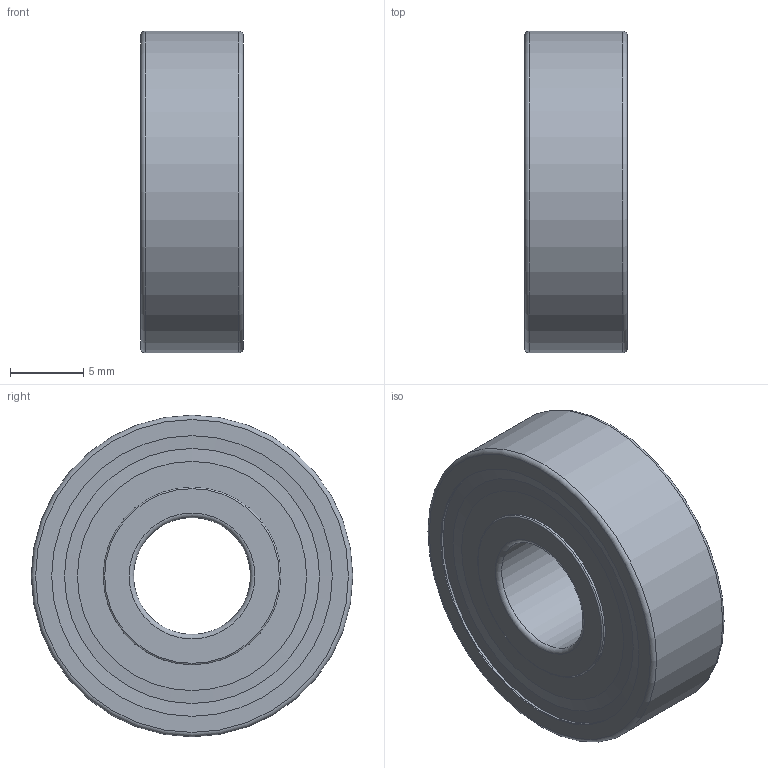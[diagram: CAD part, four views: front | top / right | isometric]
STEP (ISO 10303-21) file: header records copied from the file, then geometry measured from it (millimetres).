
FILE_DESCRIPTION( ( 'STEP AP214' ), '1' );
FILE_NAME( '608-Z.stp', '2019-11-13T12:43:57', ( '' ), ( '' ), ' ', 'PARTsolutions', ' ' );
FILE_SCHEMA( ( 'AUTOMOTIVE_DESIGN { 1 0 10303 214 1 1 1 1 }' ) );
Length unit declared in the file: millimetre
Products named in the file (5): 608-Z; _608-Z_PART1; _608-Z_PART2; _608-Z_PART3; _608-Z_PART4
Assembly tree (16 placements, depth 2):
  608-Z
    _608-Z_PART1
    _608-Z_PART2
    _608-Z_PART3  x7
    _608-Z_PART4  x7
Bounding box: 7 x 22 x 22 mm (x, y, z)
Volume: 1520.9 mm3; surface area: 2445.6 mm2
Topology: 9 solids, 9 shells, 39 faces, 79 edges, 53 vertices
Faces by surface type: cylinder 10, torus 10, sphere 7, cone 6, plane 6
Full cylindrical faces by diameter (mm): 8 x1, 12.15 x3, 17.36 x2, 19.2 x3, 22 x1
Entity records: 1132 total; most frequent: DIRECTION 164, CARTESIAN_POINT 120, AXIS2_PLACEMENT_3D 82, EDGE_LOOP 64, ORIENTED_EDGE 64, FACE_OUTER_BOUND 52, VERTEX_POINT 37, STYLED_ITEM 33
